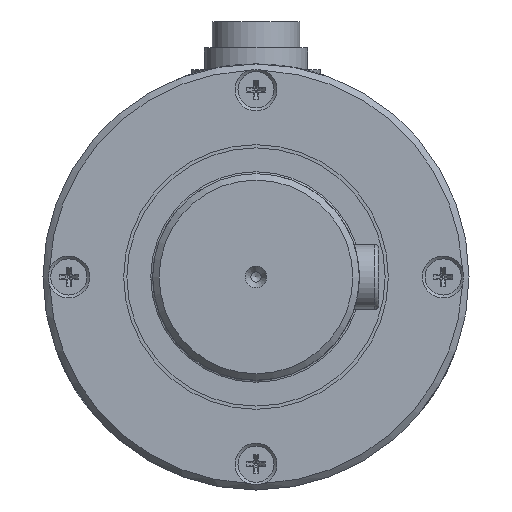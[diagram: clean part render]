
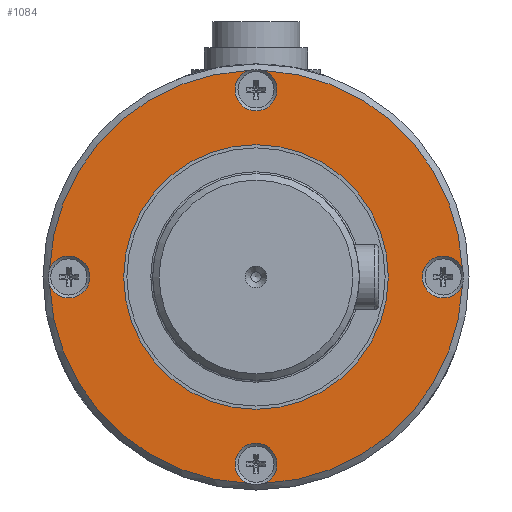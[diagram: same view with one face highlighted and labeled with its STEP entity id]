
A CAD part, front view. The second image highlights one B-rep face of the part: STEP entity #1084.
In plain terms, the highlighted face is planar.
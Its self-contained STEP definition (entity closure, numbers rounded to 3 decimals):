
#1084 = ADVANCED_FACE( '', ( #2138, #2139 ), #2140, .T. );
#2138 = FACE_OUTER_BOUND( '', #3144, .T. );
#2139 = FACE_BOUND( '', #3145, .T. );
#2140 = PLANE( '', #3146 );
#3144 = EDGE_LOOP( '', ( #5235, #5236, #5237, #5238, #5239, #5240, #5241, #5242 ) );
#3145 = EDGE_LOOP( '', ( #5243 ) );
#3146 = AXIS2_PLACEMENT_3D( '', #5244, #5245, #5246 );
#5235 = ORIENTED_EDGE( '', *, *, #5455, .T. );
#5236 = ORIENTED_EDGE( '', *, *, #5492, .T. );
#5237 = ORIENTED_EDGE( '', *, *, #6154, .T. );
#5238 = ORIENTED_EDGE( '', *, *, #5498, .T. );
#5239 = ORIENTED_EDGE( '', *, *, #6169, .T. );
#5240 = ORIENTED_EDGE( '', *, *, #5496, .T. );
#5241 = ORIENTED_EDGE( '', *, *, #6060, .T. );
#5242 = ORIENTED_EDGE( '', *, *, #5493, .T. );
#5243 = ORIENTED_EDGE( '', *, *, #5869, .F. );
#5244 = CARTESIAN_POINT( '', ( 10.556, -14.745, 0. ) );
#5245 = DIRECTION( '', ( -1., 0., 0. ) );
#5246 = DIRECTION( '', ( 0., 0., 1. ) );
#5455 = EDGE_CURVE( '', #6304, #6303, #6306, .F. );
#5492 = EDGE_CURVE( '', #6303, #6371, #6373, .T. );
#5493 = EDGE_CURVE( '', #6374, #6304, #6375, .T. );
#5496 = EDGE_CURVE( '', #6380, #6378, #6381, .T. );
#5498 = EDGE_CURVE( '', #6368, #6382, #6384, .T. );
#5869 = EDGE_CURVE( '', #6955, #6955, #6956, .T. );
#6060 = EDGE_CURVE( '', #6378, #6374, #7224, .F. );
#6154 = EDGE_CURVE( '', #6371, #6368, #7338, .F. );
#6169 = EDGE_CURVE( '', #6382, #6380, #7354, .F. );
#6303 = VERTEX_POINT( '', #7508 );
#6304 = VERTEX_POINT( '', #7509 );
#6306 = CIRCLE( '', #7518, 3.25 );
#6368 = VERTEX_POINT( '', #7626 );
#6371 = VERTEX_POINT( '', #7632 );
#6373 = CIRCLE( '', #7637, 32. );
#6374 = VERTEX_POINT( '', #7638 );
#6375 = CIRCLE( '', #7639, 32. );
#6378 = VERTEX_POINT( '', #7645 );
#6380 = VERTEX_POINT( '', #7650 );
#6381 = CIRCLE( '', #7651, 32. );
#6382 = VERTEX_POINT( '', #7652 );
#6384 = CIRCLE( '', #7661, 32. );
#6955 = VERTEX_POINT( '', #8727 );
#6956 = CIRCLE( '', #8728, 20.5 );
#7224 = CIRCLE( '', #9311, 3.25 );
#7338 = CIRCLE( '', #9513, 3.25 );
#7354 = CIRCLE( '', #9532, 3.25 );
#7508 = CARTESIAN_POINT( '', ( 10.556, 9.693, -31.973 ) );
#7509 = CARTESIAN_POINT( '', ( 10.556, 12.318, -31.973 ) );
#7518 = AXIS2_PLACEMENT_3D( '', #9654, #9655, #9656 );
#7626 = CARTESIAN_POINT( '', ( 10.556, -20.968, 1.313 ) );
#7632 = CARTESIAN_POINT( '', ( 10.556, -20.968, -1.313 ) );
#7637 = AXIS2_PLACEMENT_3D( '', #9709, #9710, #9711 );
#7638 = CARTESIAN_POINT( '', ( 10.556, 42.979, -1.313 ) );
#7639 = AXIS2_PLACEMENT_3D( '', #9712, #9713, #9714 );
#7645 = CARTESIAN_POINT( '', ( 10.556, 42.979, 1.313 ) );
#7650 = CARTESIAN_POINT( '', ( 10.556, 12.318, 31.973 ) );
#7651 = AXIS2_PLACEMENT_3D( '', #9715, #9716, #9717 );
#7652 = CARTESIAN_POINT( '', ( 10.556, 9.693, 31.973 ) );
#7661 = AXIS2_PLACEMENT_3D( '', #9718, #9719, #9720 );
#8727 = CARTESIAN_POINT( '', ( 10.556, 11.005, 20.5 ) );
#8728 = AXIS2_PLACEMENT_3D( '', #10195, #10196, #10197 );
#9311 = AXIS2_PLACEMENT_3D( '', #10403, #10404, #10405 );
#9513 = AXIS2_PLACEMENT_3D( '', #10480, #10481, #10482 );
#9532 = AXIS2_PLACEMENT_3D( '', #10492, #10493, #10494 );
#9654 = CARTESIAN_POINT( '', ( 10.556, 11.005, -29. ) );
#9655 = DIRECTION( '', ( -1., 0., 0. ) );
#9656 = DIRECTION( '', ( 0., 0., 1. ) );
#9709 = CARTESIAN_POINT( '', ( 10.556, 11.005, 0. ) );
#9710 = DIRECTION( '', ( -1., 0., 0. ) );
#9711 = DIRECTION( '', ( 0., 0., 1. ) );
#9712 = CARTESIAN_POINT( '', ( 10.556, 11.005, 0. ) );
#9713 = DIRECTION( '', ( -1., 0., 0. ) );
#9714 = DIRECTION( '', ( 0., 0., 1. ) );
#9715 = CARTESIAN_POINT( '', ( 10.556, 11.005, 0. ) );
#9716 = DIRECTION( '', ( -1., 0., 0. ) );
#9717 = DIRECTION( '', ( 0., 0., 1. ) );
#9718 = CARTESIAN_POINT( '', ( 10.556, 11.005, 0. ) );
#9719 = DIRECTION( '', ( -1., 0., 0. ) );
#9720 = DIRECTION( '', ( 0., 0., 1. ) );
#10195 = CARTESIAN_POINT( '', ( 10.556, 11.005, 0. ) );
#10196 = DIRECTION( '', ( -1., 0., 0. ) );
#10197 = DIRECTION( '', ( 0., 0., 1. ) );
#10403 = CARTESIAN_POINT( '', ( 10.556, 40.005, 0. ) );
#10404 = DIRECTION( '', ( -1., 0., 0. ) );
#10405 = DIRECTION( '', ( 0., 0., 1. ) );
#10480 = CARTESIAN_POINT( '', ( 10.556, -17.995, 0. ) );
#10481 = DIRECTION( '', ( -1., 0., 0. ) );
#10482 = DIRECTION( '', ( 0., 0., 1. ) );
#10492 = CARTESIAN_POINT( '', ( 10.556, 11.005, 29. ) );
#10493 = DIRECTION( '', ( -1., 0., 0. ) );
#10494 = DIRECTION( '', ( 0., 0., 1. ) );
